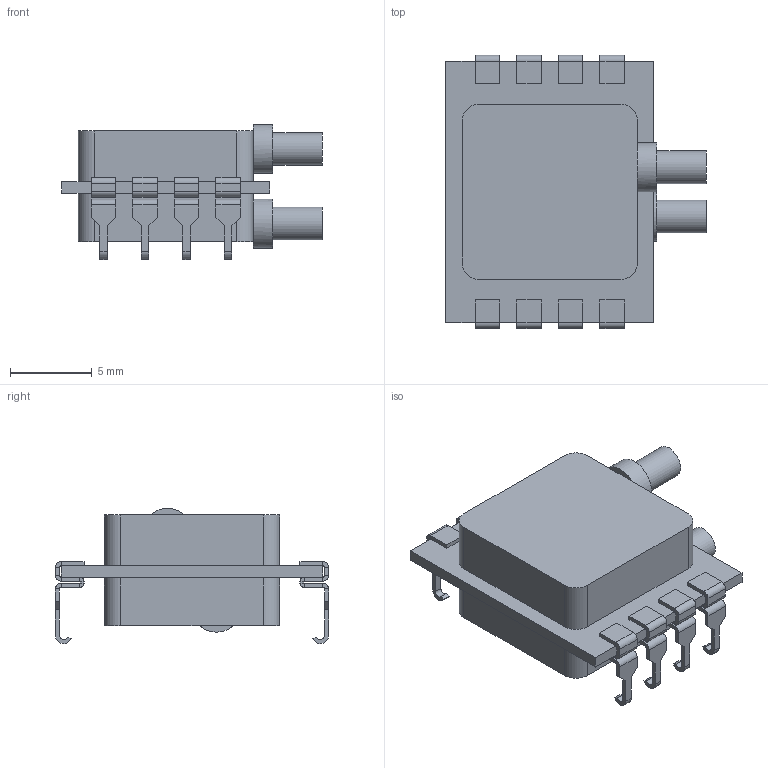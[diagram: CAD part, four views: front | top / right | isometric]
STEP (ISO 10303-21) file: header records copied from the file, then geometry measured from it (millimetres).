
FILE_DESCRIPTION(('FreeCAD Model'),'2;1');
FILE_NAME('HCLA_E_11629.step','2020-04-20T20:13:00',('Author'),(''), 'Open CASCADE STEP processor 7.3','FreeCAD','Unknown');
FILE_SCHEMA(('AUTOMOTIVE_DESIGN { 1 0 10303 214 1 1 1 1 }'));
Length unit declared in the file: millimetre
Products named in the file (6): HCLA_E; PCB; HP_port; LP_port; Array; Array001
Assembly tree (5 placements, depth 2):
  HCLA_E
    PCB
    HP_port
    LP_port
    Array
    Array001
Bounding box: 15.9 x 16.7 x 8.26 mm (x, y, z)
Volume: 895.7 mm3; surface area: 1475.7 mm2
Topology: 11 solids, 11 shells, 464 faces, 990 edges, 552 vertices
Faces by surface type: plane 346, cylinder 118
Full cylindrical faces by diameter (mm): 1.3 x2, 2 x2, 3 x2
Entity records: 12230 total; most frequent: DIRECTION 2170, CARTESIAN_POINT 2012, ORIENTED_EDGE 1980, EDGE_CURVE 990, LINE 750, VECTOR 750, AXIS2_PLACEMENT_3D 710, VERTEX_POINT 552
